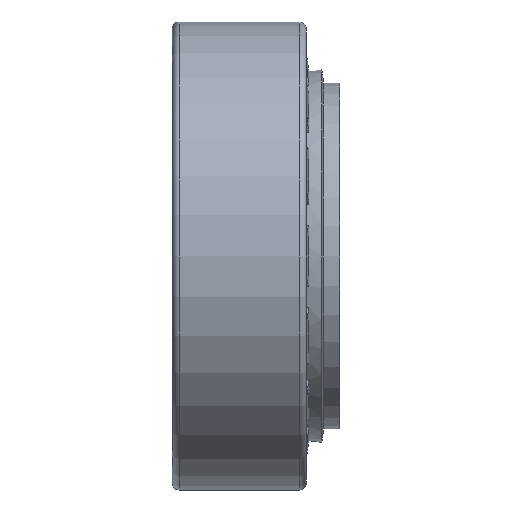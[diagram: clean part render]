
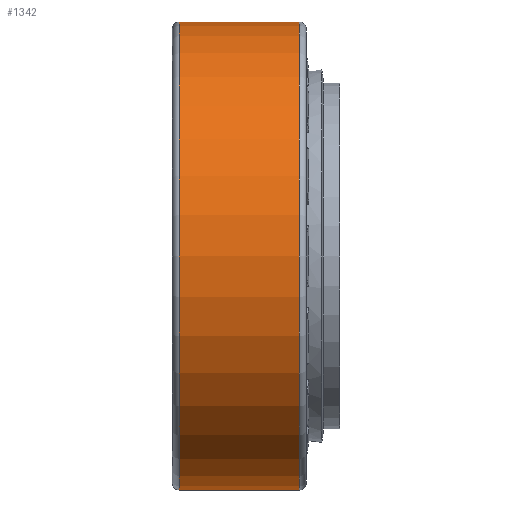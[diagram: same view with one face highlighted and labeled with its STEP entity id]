
A CAD part, front view. The second image highlights one B-rep face of the part: STEP entity #1342.
In plain terms, the highlighted cylindrical face has radius 21 mm (diameter 42 mm), a full revolution.
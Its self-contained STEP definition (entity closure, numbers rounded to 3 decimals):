
#153=CYLINDRICAL_SURFACE('',#1499,21.);
#242=ORIENTED_EDGE('',*,*,#605,.T.);
#243=ORIENTED_EDGE('',*,*,#604,.F.);
#604=EDGE_CURVE('',#792,#792,#924,.T.);
#605=EDGE_CURVE('',#793,#793,#925,.T.);
#792=VERTEX_POINT('',#2233);
#793=VERTEX_POINT('',#2236);
#924=CIRCLE('',#1498,21.);
#925=CIRCLE('',#1500,21.);
#1014=EDGE_LOOP('',(#242));
#1015=EDGE_LOOP('',(#243));
#1166=FACE_BOUND('',#1014,.T.);
#1167=FACE_BOUND('',#1015,.T.);
#1342=ADVANCED_FACE('',(#1166,#1167),#153,.T.);
#1498=AXIS2_PLACEMENT_3D('',#2232,#1768,#1769);
#1499=AXIS2_PLACEMENT_3D('',#2234,#1770,#1771);
#1500=AXIS2_PLACEMENT_3D('',#2235,#1772,#1773);
#1768=DIRECTION('',(1.,0.,0.));
#1769=DIRECTION('',(0.,0.,-1.));
#1770=DIRECTION('',(1.,0.,0.));
#1771=DIRECTION('',(0.,0.,-1.));
#1772=DIRECTION('',(1.,0.,0.));
#1773=DIRECTION('',(0.,0.,-1.));
#2232=CARTESIAN_POINT('',(11.4,0.,0.));
#2233=CARTESIAN_POINT('',(11.4,0.,-21.));
#2234=CARTESIAN_POINT('',(50.,0.,0.));
#2235=CARTESIAN_POINT('',(0.6,0.,0.));
#2236=CARTESIAN_POINT('',(0.6,0.,-21.));
